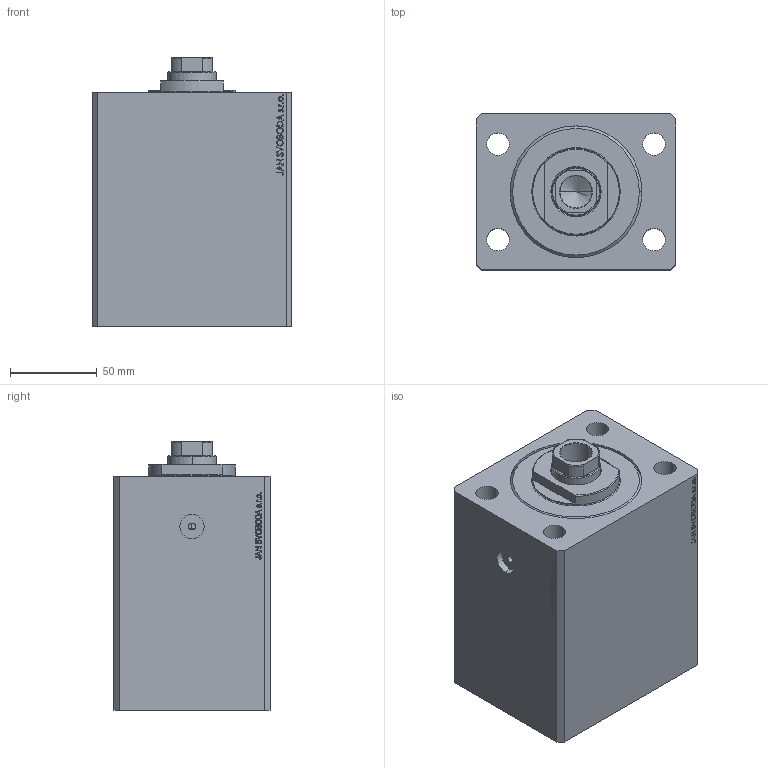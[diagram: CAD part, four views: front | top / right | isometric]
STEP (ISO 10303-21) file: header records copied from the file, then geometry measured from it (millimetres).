
FILE_DESCRIPTION (( 'STEP AP203' ), '1' );
FILE_NAME ('30fc.STEP', '2022-04-09T18:23:19', ( '' ), ( '' ), 'SwSTEP 2.0', 'SolidWorks 2019', '' );
FILE_SCHEMA (( 'CONFIG_CONTROL_DESIGN' ));
Length unit declared in the file: millimetre
Products named in the file (4): V250CE_VC_C e14dd23e1074d90766ff82bfefd27717; V250CE_C_Body e14dd23e1074d90766ff82bfefd27717; V250CE_C_VCP e14dd23e1074d90766ff82bfefd27717; 30fc
Assembly tree (3 placements, depth 2):
  30fc
    V250CE_C_Body e14dd23e1074d90766ff82bfefd27717
    V250CE_C_VCP e14dd23e1074d90766ff82bfefd27717
    V250CE_VC_C e14dd23e1074d90766ff82bfefd27717
Bounding box: 115 x 90 x 154.9 mm (x, y, z)
Volume: 1203707.3 mm3; surface area: 166515.5 mm2
Topology: 3 solids, 3 shells, 868 faces, 2253 edges, 1493 vertices
Faces by surface type: plane 428, bspline 374, cylinder 46, cone 14, torus 6
Entity records: 44635 total; most frequent: CARTESIAN_POINT 25438, ORIENTED_EDGE 4502, DIRECTION 2599, EDGE_CURVE 2251, VERTEX_POINT 1493, VECTOR 1367, LINE 1367, EDGE_LOOP 988
